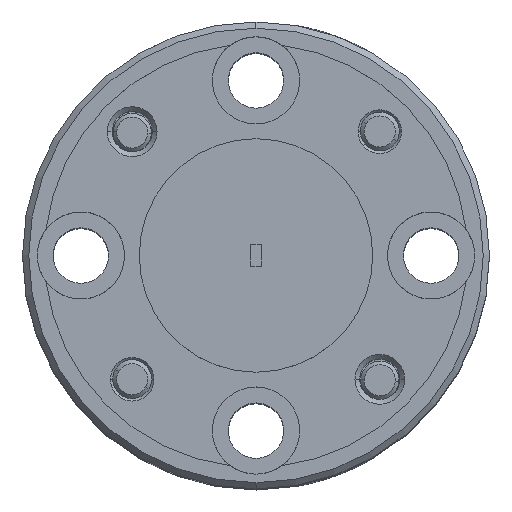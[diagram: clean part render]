
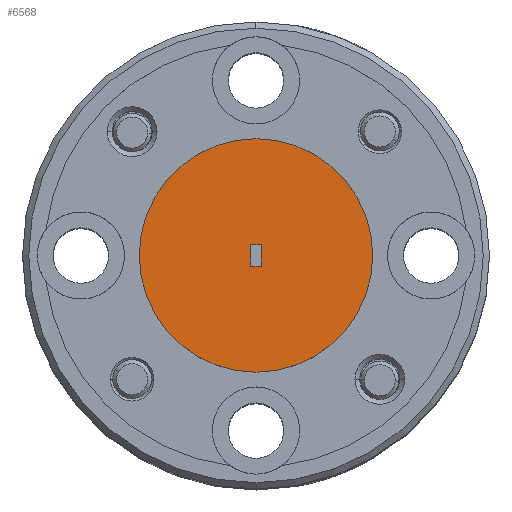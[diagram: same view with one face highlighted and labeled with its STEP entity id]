
A CAD part, top view. The second image highlights one B-rep face of the part: STEP entity #6568.
In plain terms, the highlighted planar face has unit normal (0, 0, 1).
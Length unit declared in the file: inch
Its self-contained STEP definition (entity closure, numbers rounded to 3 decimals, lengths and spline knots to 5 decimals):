
#159 = CARTESIAN_POINT ( 'NONE',  ( -0.0085, 0.017, 0. ) ) ;
#843 = DIRECTION ( 'NONE',  ( -1., 0., 0. ) ) ;
#877 = CARTESIAN_POINT ( 'NONE',  ( 0.0085, -0.017, 0. ) ) ;
#1039 = DIRECTION ( 'NONE',  ( 0., 0., 1. ) ) ;
#1231 = AXIS2_PLACEMENT_3D ( 'NONE', #3214, #1457, #4111 ) ;
#1359 = VECTOR ( 'NONE', #7399, 39.37008 ) ;
#1457 = DIRECTION ( 'NONE',  ( 0., 0., 1. ) ) ;
#1796 = AXIS2_PLACEMENT_3D ( 'NONE', #9624, #1039, #1883 ) ;
#1883 = DIRECTION ( 'NONE',  ( 1., 0., 0. ) ) ;
#1927 = VECTOR ( 'NONE', #843, 39.37008 ) ;
#2033 = LINE ( 'NONE', #8915, #1359 ) ;
#2200 = VERTEX_POINT ( 'NONE', #159 ) ;
#2247 = FACE_OUTER_BOUND ( 'NONE', #9966, .T. ) ;
#2299 = VECTOR ( 'NONE', #4722, 39.37008 ) ;
#2506 = VECTOR ( 'NONE', #5213, 39.37008 ) ;
#2566 = LINE ( 'NONE', #877, #2506 ) ;
#2598 = ORIENTED_EDGE ( 'NONE', *, *, #5127, .T. ) ;
#2616 = CARTESIAN_POINT ( 'NONE',  ( 0.1875, 0., 0. ) ) ;
#2910 = EDGE_CURVE ( 'NONE', #4764, #7428, #2033, .T. ) ;
#2939 = VERTEX_POINT ( 'NONE', #10297 ) ;
#2973 = CARTESIAN_POINT ( 'NONE',  ( 0., 0., 0. ) ) ;
#3043 = DIRECTION ( 'NONE',  ( 1., 0., 0. ) ) ;
#3214 = CARTESIAN_POINT ( 'NONE',  ( 0., 0., 0. ) ) ;
#3429 = EDGE_CURVE ( 'NONE', #4541, #6102, #6094, .T. ) ;
#3879 = DIRECTION ( 'NONE',  ( 0., 0., 1. ) ) ;
#4009 = EDGE_CURVE ( 'NONE', #2939, #4764, #2566, .T. ) ;
#4111 = DIRECTION ( 'NONE',  ( 1., 0., 0. ) ) ;
#4541 = VERTEX_POINT ( 'NONE', #5855 ) ;
#4722 = DIRECTION ( 'NONE',  ( 0., -1., 0. ) ) ;
#4764 = VERTEX_POINT ( 'NONE', #9063 ) ;
#4776 = FACE_BOUND ( 'NONE', #7593, .T. ) ;
#4863 = CIRCLE ( 'NONE', #1796, 0.1875 ) ;
#5108 = ORIENTED_EDGE ( 'NONE', *, *, #9089, .F. ) ;
#5127 = EDGE_CURVE ( 'NONE', #6102, #4541, #4863, .T. ) ;
#5213 = DIRECTION ( 'NONE',  ( 1., 0., 0. ) ) ;
#5576 = LINE ( 'NONE', #9026, #2299 ) ;
#5855 = CARTESIAN_POINT ( 'NONE',  ( -0.1875, 0., 0. ) ) ;
#6094 = CIRCLE ( 'NONE', #1231, 0.1875 ) ;
#6102 = VERTEX_POINT ( 'NONE', #2616 ) ;
#6244 = LINE ( 'NONE', #7895, #1927 ) ;
#6568 = ADVANCED_FACE ( 'NONE', ( #4776, #2247 ), #7265, .T. ) ;
#6737 = CARTESIAN_POINT ( 'NONE',  ( 0.0085, 0.017, 0. ) ) ;
#7265 = PLANE ( 'NONE',  #8961 ) ;
#7399 = DIRECTION ( 'NONE',  ( 0., 1., 0. ) ) ;
#7428 = VERTEX_POINT ( 'NONE', #6737 ) ;
#7593 = EDGE_LOOP ( 'NONE', ( #8220, #5108, #10733, #8010 ) ) ;
#7895 = CARTESIAN_POINT ( 'NONE',  ( -0.0085, 0.017, 0. ) ) ;
#8010 = ORIENTED_EDGE ( 'NONE', *, *, #2910, .F. ) ;
#8220 = ORIENTED_EDGE ( 'NONE', *, *, #4009, .F. ) ;
#8653 = ORIENTED_EDGE ( 'NONE', *, *, #3429, .T. ) ;
#8915 = CARTESIAN_POINT ( 'NONE',  ( 0.0085, 0.017, 0. ) ) ;
#8961 = AXIS2_PLACEMENT_3D ( 'NONE', #2973, #3879, #3043 ) ;
#9026 = CARTESIAN_POINT ( 'NONE',  ( -0.0085, 0.017, 0. ) ) ;
#9063 = CARTESIAN_POINT ( 'NONE',  ( 0.0085, -0.017, 0. ) ) ;
#9089 = EDGE_CURVE ( 'NONE', #2200, #2939, #5576, .T. ) ;
#9624 = CARTESIAN_POINT ( 'NONE',  ( 0., 0., 0. ) ) ;
#9966 = EDGE_LOOP ( 'NONE', ( #2598, #8653 ) ) ;
#10297 = CARTESIAN_POINT ( 'NONE',  ( -0.0085, -0.017, 0. ) ) ;
#10657 = EDGE_CURVE ( 'NONE', #7428, #2200, #6244, .T. ) ;
#10733 = ORIENTED_EDGE ( 'NONE', *, *, #10657, .F. ) ;
